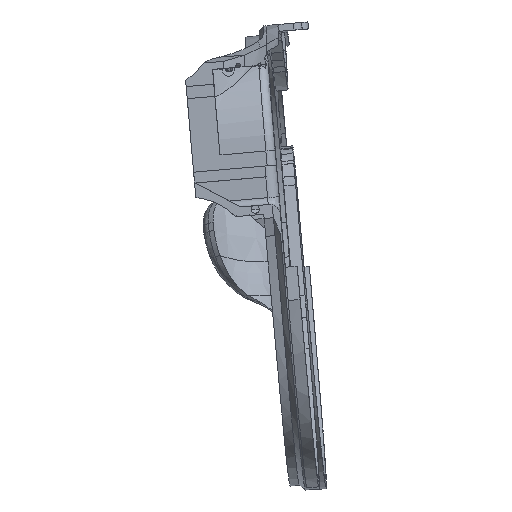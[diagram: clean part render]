
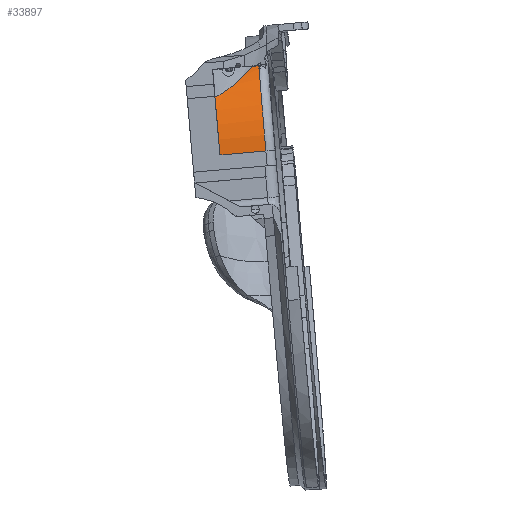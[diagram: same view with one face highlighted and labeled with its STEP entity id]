
A CAD part, left-side view. The second image highlights one B-rep face of the part: STEP entity #33897.
In plain terms, the highlighted cylindrical face has radius 11.25 mm (diameter 22.5 mm), a partial arc.
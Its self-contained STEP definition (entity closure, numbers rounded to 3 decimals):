
#6615 = VERTEX_POINT('',#6616);
#6616 = CARTESIAN_POINT('',(-57.895,15.667,
    24.755));
#6623 = EDGE_CURVE('',#6615,#6624,#6626,.T.);
#6624 = VERTEX_POINT('',#6625);
#6625 = CARTESIAN_POINT('',(-60.797,19.677,
    21.43));
#6626 = B_SPLINE_CURVE_WITH_KNOTS('',3,(#6627,#6628,#6629,#6630,#6631,
    #6632,#6633,#6634,#6635,#6636),.UNSPECIFIED.,.F.,.F.,(4,2,2,2,4),(
    -0.584,-0.506,-0.273,-0.129,0.),
  .UNSPECIFIED.);
#6627 = CARTESIAN_POINT('',(-57.895,15.667,
    24.755));
#6628 = CARTESIAN_POINT('',(-58.101,15.808,
    24.599));
#6629 = CARTESIAN_POINT('',(-58.3,15.954,
    24.438));
#6630 = CARTESIAN_POINT('',(-59.053,16.557,
    23.784));
#6631 = CARTESIAN_POINT('',(-59.509,17.037,
    23.288));
#6632 = CARTESIAN_POINT('',(-60.093,17.874,
    22.553));
#6633 = CARTESIAN_POINT('',(-60.287,18.219,
    22.278));
#6634 = CARTESIAN_POINT('',(-60.593,18.932,
    21.803));
#6635 = CARTESIAN_POINT('',(-60.709,19.291,
    21.599));
#6636 = CARTESIAN_POINT('',(-60.797,19.677,
    21.43));
#7588 = VERTEX_POINT('',#7589);
#7589 = CARTESIAN_POINT('',(-62.785,14.169,
    15.576));
#7595 = EDGE_CURVE('',#7596,#7588,#7598,.T.);
#7596 = VERTEX_POINT('',#7597);
#7597 = CARTESIAN_POINT('',(-62.733,19.15,
    15.142));
#7598 = LINE('',#7599,#7600);
#7599 = CARTESIAN_POINT('',(-62.796,13.173,
    15.662));
#7600 = VECTOR('',#7601,1.);
#7601 = DIRECTION('',(-0.01,-0.996,
    0.087));
#24836 = VERTEX_POINT('',#24837);
#24837 = CARTESIAN_POINT('',(-58.258,14.904,
    24.566));
#24847 = EDGE_CURVE('',#24836,#7588,#24848,.T.);
#24848 = CIRCLE('',#24849,11.25);
#24849 = AXIS2_PLACEMENT_3D('',#24850,#24851,#24852);
#24850 = CARTESIAN_POINT('',(-51.536,14.051,
    15.586));
#24851 = DIRECTION('',(-0.01,-0.996,
    0.087));
#24852 = DIRECTION('',(-0.77,0.063,0.635
    ));
#33594 = EDGE_CURVE('',#7596,#6624,#33595,.T.);
#33595 = CIRCLE('',#33596,11.25);
#33596 = AXIS2_PLACEMENT_3D('',#33597,#33598,#33599);
#33597 = CARTESIAN_POINT('',(-51.484,19.032,
    15.152));
#33598 = DIRECTION('',(0.01,0.996,
    -0.087));
#33599 = DIRECTION('',(-0.828,0.057,0.558
    ));
#33840 = VERTEX_POINT('',#33841);
#33841 = CARTESIAN_POINT('',(-57.903,14.922,
    24.82));
#33850 = EDGE_CURVE('',#6615,#33840,#33851,.T.);
#33851 = LINE('',#33852,#33853);
#33852 = CARTESIAN_POINT('',(-57.913,13.926,
    24.907));
#33853 = VECTOR('',#33854,1.);
#33854 = DIRECTION('',(-0.01,-0.996,
    0.087));
#33874 = VERTEX_POINT('',#33875);
#33875 = CARTESIAN_POINT('',(-58.24,14.905,
    24.579));
#33886 = EDGE_CURVE('',#33840,#33874,#33887,.T.);
#33887 = CIRCLE('',#33888,11.25);
#33888 = AXIS2_PLACEMENT_3D('',#33889,#33890,#33891);
#33889 = CARTESIAN_POINT('',(-51.536,14.051,
    15.586));
#33890 = DIRECTION('',(-0.01,-0.996,
    0.087));
#33891 = DIRECTION('',(-0.77,0.063,0.635
    ));
#33897 = ADVANCED_FACE('',(#33898),#33931,.T.);
#33898 = FACE_BOUND('',#33899,.T.);
#33899 = EDGE_LOOP('',(#33900,#33909,#33918,#33925,#33926,#33927,#33928,
    #33929,#33930));
#33900 = ORIENTED_EDGE('',*,*,#33901,.T.);
#33901 = EDGE_CURVE('',#24836,#33902,#33904,.T.);
#33902 = VERTEX_POINT('',#33903);
#33903 = CARTESIAN_POINT('',(-58.34,14.953,24.5));
#33904 = B_SPLINE_CURVE_WITH_KNOTS('',3,(#33905,#33906,#33907,#33908),
  .UNSPECIFIED.,.F.,.F.,(4,4),(0.057,0.069),
  .PIECEWISE_BEZIER_KNOTS.);
#33905 = CARTESIAN_POINT('',(-58.258,14.904,
    24.566));
#33906 = CARTESIAN_POINT('',(-58.285,14.92,
    24.544));
#33907 = CARTESIAN_POINT('',(-58.313,14.936,
    24.522));
#33908 = CARTESIAN_POINT('',(-58.34,14.953,24.5));
#33909 = ORIENTED_EDGE('',*,*,#33910,.T.);
#33910 = EDGE_CURVE('',#33902,#33911,#33913,.T.);
#33911 = VERTEX_POINT('',#33912);
#33912 = CARTESIAN_POINT('',(-58.338,14.963,24.5));
#33913 = ELLIPSE('',#33914,129.764,11.25);
#33914 = AXIS2_PLACEMENT_3D('',#33915,#33916,#33917);
#33915 = CARTESIAN_POINT('',(-52.611,-88.376,24.5));
#33916 = DIRECTION('',(0.,0.,-1.));
#33917 = DIRECTION('',(0.01,1.,0.));
#33918 = ORIENTED_EDGE('',*,*,#33919,.T.);
#33919 = EDGE_CURVE('',#33911,#33874,#33920,.T.);
#33920 = B_SPLINE_CURVE_WITH_KNOTS('',3,(#33921,#33922,#33923,#33924),
  .UNSPECIFIED.,.F.,.F.,(4,4),(0.,0.014),
  .PIECEWISE_BEZIER_KNOTS.);
#33921 = CARTESIAN_POINT('',(-58.338,14.963,24.5));
#33922 = CARTESIAN_POINT('',(-58.306,14.944,
    24.527));
#33923 = CARTESIAN_POINT('',(-58.273,14.924,
    24.553));
#33924 = CARTESIAN_POINT('',(-58.24,14.905,
    24.579));
#33925 = ORIENTED_EDGE('',*,*,#33886,.F.);
#33926 = ORIENTED_EDGE('',*,*,#33850,.F.);
#33927 = ORIENTED_EDGE('',*,*,#6623,.T.);
#33928 = ORIENTED_EDGE('',*,*,#33594,.F.);
#33929 = ORIENTED_EDGE('',*,*,#7595,.T.);
#33930 = ORIENTED_EDGE('',*,*,#24847,.F.);
#33931 = CYLINDRICAL_SURFACE('',#33932,11.25);
#33932 = AXIS2_PLACEMENT_3D('',#33933,#33934,#33935);
#33933 = CARTESIAN_POINT('',(-51.546,13.055,
    15.673));
#33934 = DIRECTION('',(-0.01,-0.996,
    0.087));
#33935 = DIRECTION('',(-0.828,0.057,0.558
    ));
